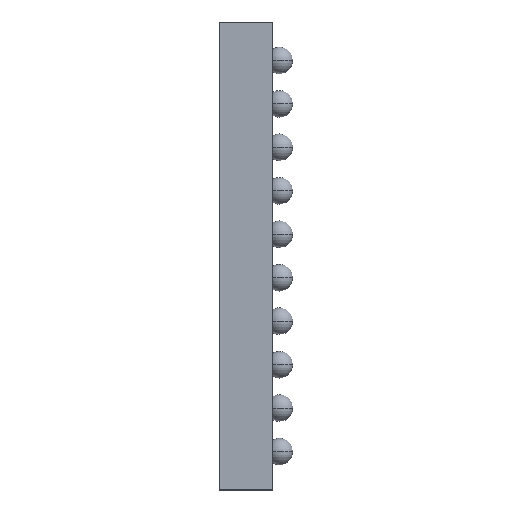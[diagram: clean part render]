
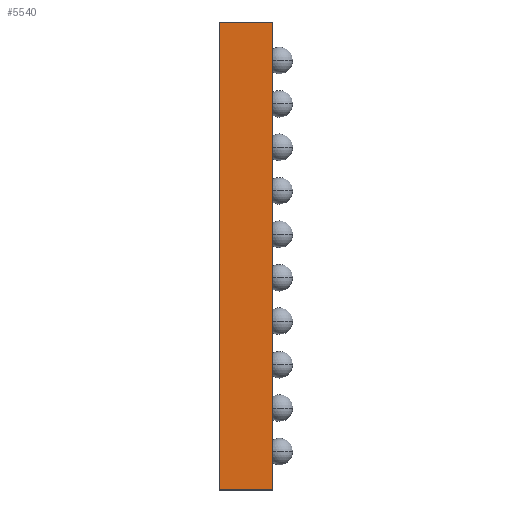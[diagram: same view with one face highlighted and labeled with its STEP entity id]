
A CAD part, left-side view. The second image highlights one B-rep face of the part: STEP entity #5540.
In plain terms, the highlighted planar face has unit normal (-1, 0, 0).
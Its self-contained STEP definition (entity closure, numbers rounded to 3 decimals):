
#163 = VERTEX_POINT ( 'NONE', #3997 ) ;
#247 = DIRECTION ( 'NONE',  ( 0., -1., 0. ) ) ;
#483 = CARTESIAN_POINT ( 'NONE',  ( -3.5, 1.1, 3.5 ) ) ;
#495 = CARTESIAN_POINT ( 'NONE',  ( -3.5, 1.1, 3.5 ) ) ;
#510 = CARTESIAN_POINT ( 'NONE',  ( -3.5, 1.1, -3.5 ) ) ;
#896 = LINE ( 'NONE', #510, #5173 ) ;
#961 = EDGE_CURVE ( 'NONE', #3943, #1776, #896, .T. ) ;
#1049 = DIRECTION ( 'NONE',  ( 0., 0., -1. ) ) ;
#1254 = VECTOR ( 'NONE', #2442, 1000. ) ;
#1569 = PLANE ( 'NONE',  #2533 ) ;
#1776 = VERTEX_POINT ( 'NONE', #5739 ) ;
#1889 = CARTESIAN_POINT ( 'NONE',  ( -3.5, 1.1, 3.5 ) ) ;
#1909 = EDGE_LOOP ( 'NONE', ( #5201, #2061, #6648, #3703 ) ) ;
#2061 = ORIENTED_EDGE ( 'NONE', *, *, #3257, .F. ) ;
#2097 = LINE ( 'NONE', #4055, #4896 ) ;
#2300 = LINE ( 'NONE', #483, #3617 ) ;
#2391 = EDGE_CURVE ( 'NONE', #3943, #163, #2300, .T. ) ;
#2442 = DIRECTION ( 'NONE',  ( 0., -1., 0. ) ) ;
#2533 = AXIS2_PLACEMENT_3D ( 'NONE', #495, #4364, #1049 ) ;
#3257 = EDGE_CURVE ( 'NONE', #163, #5306, #7250, .T. ) ;
#3577 = CARTESIAN_POINT ( 'NONE',  ( -3.5, 0.3, 3.5 ) ) ;
#3617 = VECTOR ( 'NONE', #3624, 1000. ) ;
#3624 = DIRECTION ( 'NONE',  ( 0., 0., 1. ) ) ;
#3703 = ORIENTED_EDGE ( 'NONE', *, *, #961, .T. ) ;
#3776 = EDGE_CURVE ( 'NONE', #1776, #5306, #2097, .T. ) ;
#3943 = VERTEX_POINT ( 'NONE', #4740 ) ;
#3997 = CARTESIAN_POINT ( 'NONE',  ( -3.5, 1.1, 3.5 ) ) ;
#4055 = CARTESIAN_POINT ( 'NONE',  ( -3.5, 0.3, 3.5 ) ) ;
#4364 = DIRECTION ( 'NONE',  ( 1., 0., 0. ) ) ;
#4740 = CARTESIAN_POINT ( 'NONE',  ( -3.5, 1.1, -3.5 ) ) ;
#4896 = VECTOR ( 'NONE', #5792, 1000. ) ;
#5173 = VECTOR ( 'NONE', #247, 1000. ) ;
#5201 = ORIENTED_EDGE ( 'NONE', *, *, #3776, .T. ) ;
#5306 = VERTEX_POINT ( 'NONE', #3577 ) ;
#5540 = ADVANCED_FACE ( 'NONE', ( #6587 ), #1569, .F. ) ;
#5739 = CARTESIAN_POINT ( 'NONE',  ( -3.5, 0.3, -3.5 ) ) ;
#5792 = DIRECTION ( 'NONE',  ( 0., 0., 1. ) ) ;
#6587 = FACE_OUTER_BOUND ( 'NONE', #1909, .T. ) ;
#6648 = ORIENTED_EDGE ( 'NONE', *, *, #2391, .F. ) ;
#7250 = LINE ( 'NONE', #1889, #1254 ) ;
